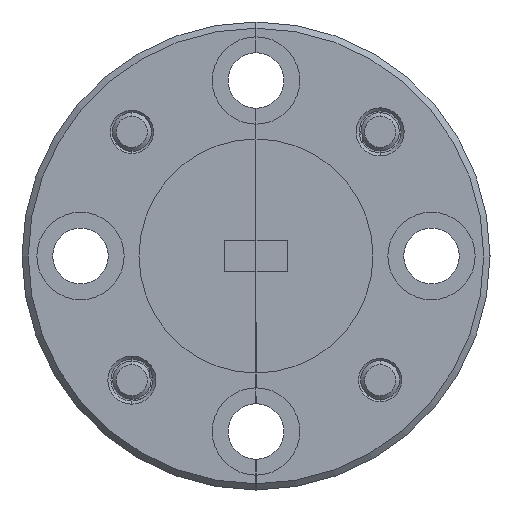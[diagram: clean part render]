
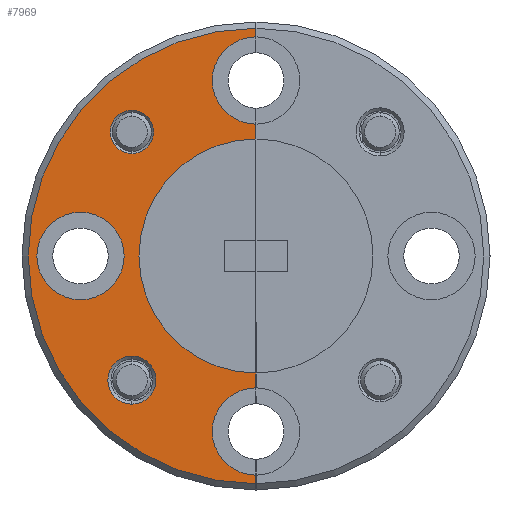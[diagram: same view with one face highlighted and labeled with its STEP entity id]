
A CAD part, left-side view. The second image highlights one B-rep face of the part: STEP entity #7969.
In plain terms, the highlighted planar face has unit normal (-1, 0, 0).
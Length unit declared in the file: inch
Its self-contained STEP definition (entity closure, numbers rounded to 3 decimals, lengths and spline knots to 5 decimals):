
#285 = VECTOR ( 'NONE', #8012, 39.37008 ) ;
#519 = EDGE_CURVE ( 'NONE', #18876, #24266, #23087, .T. ) ;
#737 = AXIS2_PLACEMENT_3D ( 'NONE', #10547, #17237, #8592 ) ;
#765 = EDGE_CURVE ( 'NONE', #23336, #21466, #3480, .T. ) ;
#1362 = CARTESIAN_POINT ( 'NONE',  ( -0.57, 0., 0. ) ) ;
#1453 = LINE ( 'NONE', #8141, #285 ) ;
#1662 = CIRCLE ( 'NONE', #17655, 0.0385 ) ;
#1786 = DIRECTION ( 'NONE',  ( -1., 0., 0. ) ) ;
#1918 = DIRECTION ( 'NONE',  ( 0., 0., 1. ) ) ;
#2104 = CARTESIAN_POINT ( 'NONE',  ( -0.57, 0., 0.35125 ) ) ;
#2242 = EDGE_CURVE ( 'NONE', #20295, #24266, #7632, .T. ) ;
#2622 = AXIS2_PLACEMENT_3D ( 'NONE', #10581, #19082, #8094 ) ;
#2899 = DIRECTION ( 'NONE',  ( 0., 0., 1. ) ) ;
#3125 = EDGE_CURVE ( 'NONE', #17555, #5569, #19301, .T. ) ;
#3233 = DIRECTION ( 'NONE',  ( -1., 0., 0. ) ) ;
#3454 = DIRECTION ( 'NONE',  ( 0., 0., 1. ) ) ;
#3460 = LINE ( 'NONE', #16426, #26580 ) ;
#3480 = CIRCLE ( 'NONE', #15485, 0.365 ) ;
#3701 = CARTESIAN_POINT ( 'NONE',  ( -0.57, 0., 0.365 ) ) ;
#4035 = CARTESIAN_POINT ( 'NONE',  ( -0.57, 0.19887, -0.16037 ) ) ;
#4193 = EDGE_CURVE ( 'NONE', #17404, #10523, #19941, .T. ) ;
#4251 = AXIS2_PLACEMENT_3D ( 'NONE', #20872, #1786, #1918 ) ;
#4301 = CARTESIAN_POINT ( 'NONE',  ( -0.57, 0., -0.35125 ) ) ;
#4450 = DIRECTION ( 'NONE',  ( -1., 0., 0. ) ) ;
#5358 = EDGE_CURVE ( 'NONE', #21466, #20765, #22067, .T. ) ;
#5383 = DIRECTION ( 'NONE',  ( 0., 0., 1. ) ) ;
#5515 = VECTOR ( 'NONE', #3454, 39.37008 ) ;
#5569 = VERTEX_POINT ( 'NONE', #25388 ) ;
#6028 = EDGE_CURVE ( 'NONE', #19708, #7144, #1662, .T. ) ;
#6353 = ORIENTED_EDGE ( 'NONE', *, *, #6028, .F. ) ;
#6404 = ORIENTED_EDGE ( 'NONE', *, *, #25112, .F. ) ;
#6457 = ORIENTED_EDGE ( 'NONE', *, *, #4193, .T. ) ;
#6771 = CARTESIAN_POINT ( 'NONE',  ( -0.57, 0., 0.21125 ) ) ;
#7144 = VERTEX_POINT ( 'NONE', #9133 ) ;
#7189 = CARTESIAN_POINT ( 'NONE',  ( -0.57, 0.28125, -0.07 ) ) ;
#7294 = DIRECTION ( 'NONE',  ( 0., 0., 1. ) ) ;
#7632 = LINE ( 'NONE', #1362, #5515 ) ;
#7702 = DIRECTION ( 'NONE',  ( 0., 0., 1. ) ) ;
#7916 = VECTOR ( 'NONE', #9253, 39.37008 ) ;
#7969 = ADVANCED_FACE ( 'NONE', ( #20588, #10005, #18504, #10949 ), #19053, .T. ) ;
#8012 = DIRECTION ( 'NONE',  ( 0., 0., 1. ) ) ;
#8094 = DIRECTION ( 'NONE',  ( 0., 0., 1. ) ) ;
#8141 = CARTESIAN_POINT ( 'NONE',  ( -0.57, 0., 0. ) ) ;
#8186 = ORIENTED_EDGE ( 'NONE', *, *, #765, .T. ) ;
#8592 = DIRECTION ( 'NONE',  ( 0., 0., 1. ) ) ;
#9133 = CARTESIAN_POINT ( 'NONE',  ( -0.57, 0.19887, -0.23737 ) ) ;
#9253 = DIRECTION ( 'NONE',  ( 0., 0., 1. ) ) ;
#9544 = EDGE_CURVE ( 'NONE', #5569, #17555, #22941, .T. ) ;
#9563 = CARTESIAN_POINT ( 'NONE',  ( -0.57, 0., 0.28125 ) ) ;
#9669 = DIRECTION ( 'NONE',  ( 1., 0., 0. ) ) ;
#9981 = ORIENTED_EDGE ( 'NONE', *, *, #21882, .F. ) ;
#10005 = FACE_BOUND ( 'NONE', #22144, .T. ) ;
#10378 = CARTESIAN_POINT ( 'NONE',  ( -0.57, 0., -0.365 ) ) ;
#10472 = AXIS2_PLACEMENT_3D ( 'NONE', #11813, #11961, #18238 ) ;
#10523 = VERTEX_POINT ( 'NONE', #11675 ) ;
#10542 = ORIENTED_EDGE ( 'NONE', *, *, #11896, .T. ) ;
#10547 = CARTESIAN_POINT ( 'NONE',  ( -0.57, 0., 0. ) ) ;
#10581 = CARTESIAN_POINT ( 'NONE',  ( -0.57, 0., 0. ) ) ;
#10589 = CIRCLE ( 'NONE', #14154, 0.07 ) ;
#10716 = CARTESIAN_POINT ( 'NONE',  ( -0.57, 0.19887, 0.19887 ) ) ;
#10949 = FACE_OUTER_BOUND ( 'NONE', #12214, .T. ) ;
#11675 = CARTESIAN_POINT ( 'NONE',  ( -0.57, 0.28125, 0.07 ) ) ;
#11813 = CARTESIAN_POINT ( 'NONE',  ( -0.57, 0.19887, -0.19887 ) ) ;
#11896 = EDGE_CURVE ( 'NONE', #10523, #17404, #24330, .T. ) ;
#11961 = DIRECTION ( 'NONE',  ( -1., 0., 0. ) ) ;
#12181 = EDGE_CURVE ( 'NONE', #19231, #23336, #3460, .T. ) ;
#12214 = EDGE_LOOP ( 'NONE', ( #22734, #8186, #13995, #9981, #18736, #25354, #14282, #6404 ) ) ;
#12548 = DIRECTION ( 'NONE',  ( 0., 0., 1. ) ) ;
#13767 = DIRECTION ( 'NONE',  ( -1., 0., 0. ) ) ;
#13995 = ORIENTED_EDGE ( 'NONE', *, *, #5358, .T. ) ;
#14120 = AXIS2_PLACEMENT_3D ( 'NONE', #17792, #17924, #5383 ) ;
#14154 = AXIS2_PLACEMENT_3D ( 'NONE', #9563, #15429, #18064 ) ;
#14282 = ORIENTED_EDGE ( 'NONE', *, *, #23692, .T. ) ;
#14459 = ORIENTED_EDGE ( 'NONE', *, *, #3125, .F. ) ;
#15263 = CARTESIAN_POINT ( 'NONE',  ( -0.57, 0.19887, -0.19887 ) ) ;
#15429 = DIRECTION ( 'NONE',  ( -1., 0., 0. ) ) ;
#15485 = AXIS2_PLACEMENT_3D ( 'NONE', #26688, #13767, #2899 ) ;
#16210 = DIRECTION ( 'NONE',  ( 0., 0., 1. ) ) ;
#16426 = CARTESIAN_POINT ( 'NONE',  ( -0.57, 0., 0. ) ) ;
#17017 = CARTESIAN_POINT ( 'NONE',  ( -0.57, 0., -0.21125 ) ) ;
#17237 = DIRECTION ( 'NONE',  ( -1., 0., 0. ) ) ;
#17282 = ORIENTED_EDGE ( 'NONE', *, *, #22680, .F. ) ;
#17404 = VERTEX_POINT ( 'NONE', #7189 ) ;
#17555 = VERTEX_POINT ( 'NONE', #20573 ) ;
#17655 = AXIS2_PLACEMENT_3D ( 'NONE', #15263, #3233, #7702 ) ;
#17792 = CARTESIAN_POINT ( 'NONE',  ( -0.57, 0.28125, 0. ) ) ;
#17904 = EDGE_LOOP ( 'NONE', ( #10542, #6457 ) ) ;
#17924 = DIRECTION ( 'NONE',  ( 1., 0., 0. ) ) ;
#18064 = DIRECTION ( 'NONE',  ( 0., 0., 1. ) ) ;
#18238 = DIRECTION ( 'NONE',  ( 0., 0., 1. ) ) ;
#18300 = DIRECTION ( 'NONE',  ( -1., 0., 0. ) ) ;
#18431 = AXIS2_PLACEMENT_3D ( 'NONE', #10716, #4450, #12548 ) ;
#18440 = CARTESIAN_POINT ( 'NONE',  ( -0.57, 0., -0.28125 ) ) ;
#18504 = FACE_BOUND ( 'NONE', #24906, .T. ) ;
#18736 = ORIENTED_EDGE ( 'NONE', *, *, #2242, .T. ) ;
#18876 = VERTEX_POINT ( 'NONE', #20698 ) ;
#18924 = CIRCLE ( 'NONE', #10472, 0.0385 ) ;
#19053 = PLANE ( 'NONE',  #737 ) ;
#19082 = DIRECTION ( 'NONE',  ( -1., 0., 0. ) ) ;
#19231 = VERTEX_POINT ( 'NONE', #2104 ) ;
#19301 = CIRCLE ( 'NONE', #18431, 0.03475 ) ;
#19708 = VERTEX_POINT ( 'NONE', #4035 ) ;
#19941 = CIRCLE ( 'NONE', #19958, 0.07 ) ;
#19958 = AXIS2_PLACEMENT_3D ( 'NONE', #24689, #9669, #7294 ) ;
#19962 = VERTEX_POINT ( 'NONE', #6771 ) ;
#20295 = VERTEX_POINT ( 'NONE', #17017 ) ;
#20573 = CARTESIAN_POINT ( 'NONE',  ( -0.57, 0.19887, 0.16412 ) ) ;
#20588 = FACE_BOUND ( 'NONE', #17904, .T. ) ;
#20698 = CARTESIAN_POINT ( 'NONE',  ( -0.57, 0., 0.1875 ) ) ;
#20765 = VERTEX_POINT ( 'NONE', #4301 ) ;
#20872 = CARTESIAN_POINT ( 'NONE',  ( -0.57, 0.19887, 0.19887 ) ) ;
#21017 = CIRCLE ( 'NONE', #24544, 0.07 ) ;
#21466 = VERTEX_POINT ( 'NONE', #10378 ) ;
#21882 = EDGE_CURVE ( 'NONE', #20295, #20765, #21017, .T. ) ;
#21929 = CARTESIAN_POINT ( 'NONE',  ( -0.57, 0., 0. ) ) ;
#22067 = LINE ( 'NONE', #21929, #7916 ) ;
#22072 = ORIENTED_EDGE ( 'NONE', *, *, #9544, .F. ) ;
#22144 = EDGE_LOOP ( 'NONE', ( #22072, #14459 ) ) ;
#22403 = DIRECTION ( 'NONE',  ( 0., 0., 1. ) ) ;
#22680 = EDGE_CURVE ( 'NONE', #7144, #19708, #18924, .T. ) ;
#22734 = ORIENTED_EDGE ( 'NONE', *, *, #12181, .T. ) ;
#22941 = CIRCLE ( 'NONE', #4251, 0.03475 ) ;
#23087 = CIRCLE ( 'NONE', #2622, 0.1875 ) ;
#23336 = VERTEX_POINT ( 'NONE', #3701 ) ;
#23692 = EDGE_CURVE ( 'NONE', #18876, #19962, #1453, .T. ) ;
#24266 = VERTEX_POINT ( 'NONE', #25629 ) ;
#24330 = CIRCLE ( 'NONE', #14120, 0.07 ) ;
#24544 = AXIS2_PLACEMENT_3D ( 'NONE', #18440, #18300, #16210 ) ;
#24689 = CARTESIAN_POINT ( 'NONE',  ( -0.57, 0.28125, 0. ) ) ;
#24906 = EDGE_LOOP ( 'NONE', ( #6353, #17282 ) ) ;
#25112 = EDGE_CURVE ( 'NONE', #19231, #19962, #10589, .T. ) ;
#25354 = ORIENTED_EDGE ( 'NONE', *, *, #519, .F. ) ;
#25388 = CARTESIAN_POINT ( 'NONE',  ( -0.57, 0.19887, 0.23362 ) ) ;
#25629 = CARTESIAN_POINT ( 'NONE',  ( -0.57, 0., -0.1875 ) ) ;
#26580 = VECTOR ( 'NONE', #22403, 39.37008 ) ;
#26688 = CARTESIAN_POINT ( 'NONE',  ( -0.57, 0., 0. ) ) ;
